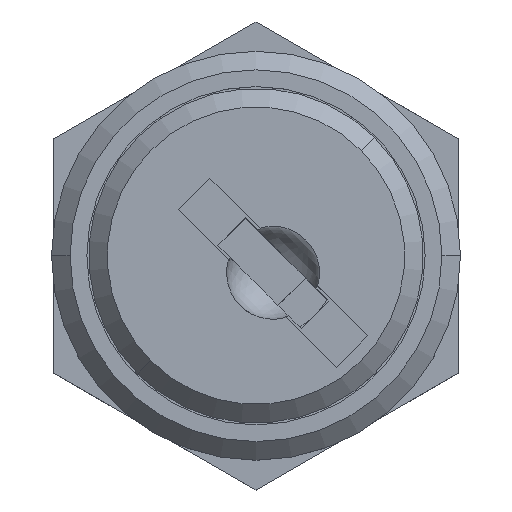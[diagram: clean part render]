
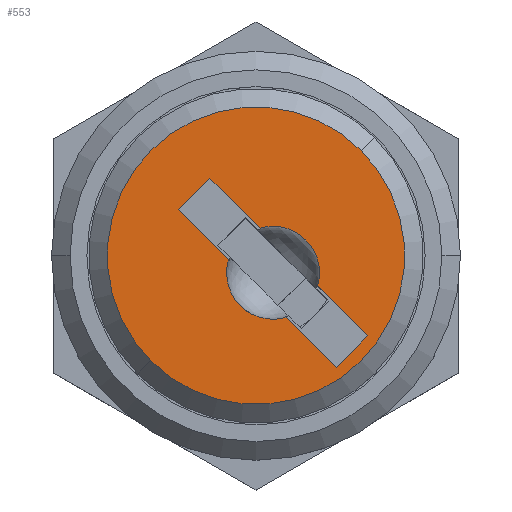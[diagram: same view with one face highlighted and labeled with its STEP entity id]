
A CAD part, top view. The second image highlights one B-rep face of the part: STEP entity #553.
In plain terms, the highlighted planar face has unit normal (0, 0, 1).
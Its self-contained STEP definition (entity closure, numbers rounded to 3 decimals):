
#59 = FACE_OUTER_BOUND ( 'NONE', #6453, .T. ) ;
#210 = LINE ( 'NONE', #6327, #7494 ) ;
#224 = LINE ( 'NONE', #6515, #8873 ) ;
#251 = VERTEX_POINT ( 'NONE', #3462 ) ;
#553 = ADVANCED_FACE ( 'NONE', ( #4488, #59 ), #9075, .F. ) ;
#721 = DIRECTION ( 'NONE',  ( 0., 0., -1. ) ) ;
#1085 = CARTESIAN_POINT ( 'NONE',  ( 1.2, 0.893, 0. ) ) ;
#1120 = VERTEX_POINT ( 'NONE', #3894 ) ;
#1433 = CARTESIAN_POINT ( 'NONE',  ( 1.2, 4.7, 0. ) ) ;
#1614 = VERTEX_POINT ( 'NONE', #1085 ) ;
#1649 = CARTESIAN_POINT ( 'NONE',  ( 8., 0., 0. ) ) ;
#1822 = EDGE_CURVE ( 'NONE', #1614, #4893, #7573, .T. ) ;
#1828 = VERTEX_POINT ( 'NONE', #1649 ) ;
#2006 = EDGE_CURVE ( 'NONE', #1120, #6500, #5801, .T. ) ;
#2122 = CARTESIAN_POINT ( 'NONE',  ( -1.2, -7.3, 0. ) ) ;
#2223 = EDGE_CURVE ( 'NONE', #251, #4893, #10979, .T. ) ;
#2283 = CARTESIAN_POINT ( 'NONE',  ( -1.2, -3.493, 0. ) ) ;
#2375 = CARTESIAN_POINT ( 'NONE',  ( 1.2, -3.493, 0. ) ) ;
#2550 = CARTESIAN_POINT ( 'NONE',  ( 0., -1.3, 0. ) ) ;
#2731 = EDGE_CURVE ( 'NONE', #6500, #7110, #4563, .T. ) ;
#3034 = ORIENTED_EDGE ( 'NONE', *, *, #5056, .T. ) ;
#3379 = DIRECTION ( 'NONE',  ( -1., 0., 0. ) ) ;
#3462 = CARTESIAN_POINT ( 'NONE',  ( 1.2, -7.3, 0. ) ) ;
#3507 = CARTESIAN_POINT ( 'NONE',  ( -1.2, 0.893, 0. ) ) ;
#3578 = AXIS2_PLACEMENT_3D ( 'NONE', #5649, #5802, #3932 ) ;
#3739 = CIRCLE ( 'NONE', #4157, 2.5 ) ;
#3752 = ORIENTED_EDGE ( 'NONE', *, *, #2006, .F. ) ;
#3869 = DIRECTION ( 'NONE',  ( -1., 0., 0. ) ) ;
#3880 = EDGE_LOOP ( 'NONE', ( #10279, #8888, #8291, #5201, #6810, #3034, #7522, #3752 ) ) ;
#3894 = CARTESIAN_POINT ( 'NONE',  ( 1.2, 4.7, 0. ) ) ;
#3932 = DIRECTION ( 'NONE',  ( 1., 0., 0. ) ) ;
#4157 = AXIS2_PLACEMENT_3D ( 'NONE', #4276, #7802, #5214 ) ;
#4276 = CARTESIAN_POINT ( 'NONE',  ( 0., -1.3, 0. ) ) ;
#4321 = VERTEX_POINT ( 'NONE', #2283 ) ;
#4435 = VECTOR ( 'NONE', #8987, 1000. ) ;
#4488 = FACE_BOUND ( 'NONE', #3880, .T. ) ;
#4510 = ORIENTED_EDGE ( 'NONE', *, *, #10866, .T. ) ;
#4563 = LINE ( 'NONE', #10016, #10413 ) ;
#4736 = DIRECTION ( 'NONE',  ( 0., 0., 1. ) ) ;
#4893 = VERTEX_POINT ( 'NONE', #2375 ) ;
#5056 = EDGE_CURVE ( 'NONE', #4321, #7110, #3739, .T. ) ;
#5201 = ORIENTED_EDGE ( 'NONE', *, *, #9548, .F. ) ;
#5214 = DIRECTION ( 'NONE',  ( -1., 0., 0. ) ) ;
#5346 = AXIS2_PLACEMENT_3D ( 'NONE', #10826, #4736, #9123 ) ;
#5470 = CARTESIAN_POINT ( 'NONE',  ( -1.2, 4.7, 0. ) ) ;
#5649 = CARTESIAN_POINT ( 'NONE',  ( 0., 0., 0. ) ) ;
#5679 = EDGE_CURVE ( 'NONE', #1614, #1120, #224, .T. ) ;
#5801 = LINE ( 'NONE', #5470, #4435 ) ;
#5802 = DIRECTION ( 'NONE',  ( 0., 0., 1. ) ) ;
#6076 = CIRCLE ( 'NONE', #5346, 8. ) ;
#6240 = DIRECTION ( 'NONE',  ( 0., -1., 0. ) ) ;
#6327 = CARTESIAN_POINT ( 'NONE',  ( -1.2, 4.7, 0. ) ) ;
#6453 = EDGE_LOOP ( 'NONE', ( #4510, #7691 ) ) ;
#6500 = VERTEX_POINT ( 'NONE', #9359 ) ;
#6515 = CARTESIAN_POINT ( 'NONE',  ( 1.2, 4.7, 0. ) ) ;
#6810 = ORIENTED_EDGE ( 'NONE', *, *, #9496, .F. ) ;
#7110 = VERTEX_POINT ( 'NONE', #3507 ) ;
#7225 = VECTOR ( 'NONE', #9992, 1000. ) ;
#7313 = DIRECTION ( 'NONE',  ( 0., 0., -1. ) ) ;
#7366 = LINE ( 'NONE', #2122, #7225 ) ;
#7494 = VECTOR ( 'NONE', #6240, 1000. ) ;
#7522 = ORIENTED_EDGE ( 'NONE', *, *, #2731, .F. ) ;
#7573 = CIRCLE ( 'NONE', #9860, 2.5 ) ;
#7646 = VERTEX_POINT ( 'NONE', #8524 ) ;
#7691 = ORIENTED_EDGE ( 'NONE', *, *, #7976, .T. ) ;
#7802 = DIRECTION ( 'NONE',  ( 0., 0., -1. ) ) ;
#7976 = EDGE_CURVE ( 'NONE', #1828, #10124, #6076, .T. ) ;
#7997 = CIRCLE ( 'NONE', #3578, 8. ) ;
#8283 = DIRECTION ( 'NONE',  ( 0., 1., 0. ) ) ;
#8291 = ORIENTED_EDGE ( 'NONE', *, *, #2223, .F. ) ;
#8524 = CARTESIAN_POINT ( 'NONE',  ( -1.2, -7.3, 0. ) ) ;
#8873 = VECTOR ( 'NONE', #8283, 1000. ) ;
#8888 = ORIENTED_EDGE ( 'NONE', *, *, #1822, .T. ) ;
#8987 = DIRECTION ( 'NONE',  ( -1., 0., 0. ) ) ;
#9075 = PLANE ( 'NONE',  #10287 ) ;
#9123 = DIRECTION ( 'NONE',  ( 1., 0., 0. ) ) ;
#9156 = DIRECTION ( 'NONE',  ( 0., -1., 0. ) ) ;
#9331 = DIRECTION ( 'NONE',  ( 0., 1., 0. ) ) ;
#9359 = CARTESIAN_POINT ( 'NONE',  ( -1.2, 4.7, 0. ) ) ;
#9496 = EDGE_CURVE ( 'NONE', #4321, #7646, #210, .T. ) ;
#9548 = EDGE_CURVE ( 'NONE', #7646, #251, #7366, .T. ) ;
#9599 = VECTOR ( 'NONE', #9331, 1000. ) ;
#9860 = AXIS2_PLACEMENT_3D ( 'NONE', #2550, #721, #3379 ) ;
#9992 = DIRECTION ( 'NONE',  ( 1., 0., 0. ) ) ;
#10016 = CARTESIAN_POINT ( 'NONE',  ( -1.2, 4.7, 0. ) ) ;
#10124 = VERTEX_POINT ( 'NONE', #10664 ) ;
#10279 = ORIENTED_EDGE ( 'NONE', *, *, #5679, .F. ) ;
#10287 = AXIS2_PLACEMENT_3D ( 'NONE', #10766, #7313, #3869 ) ;
#10413 = VECTOR ( 'NONE', #9156, 1000. ) ;
#10664 = CARTESIAN_POINT ( 'NONE',  ( -8., 0., 0. ) ) ;
#10766 = CARTESIAN_POINT ( 'NONE',  ( 0., 0., 0. ) ) ;
#10826 = CARTESIAN_POINT ( 'NONE',  ( 0., 0., 0. ) ) ;
#10866 = EDGE_CURVE ( 'NONE', #10124, #1828, #7997, .T. ) ;
#10979 = LINE ( 'NONE', #1433, #9599 ) ;
